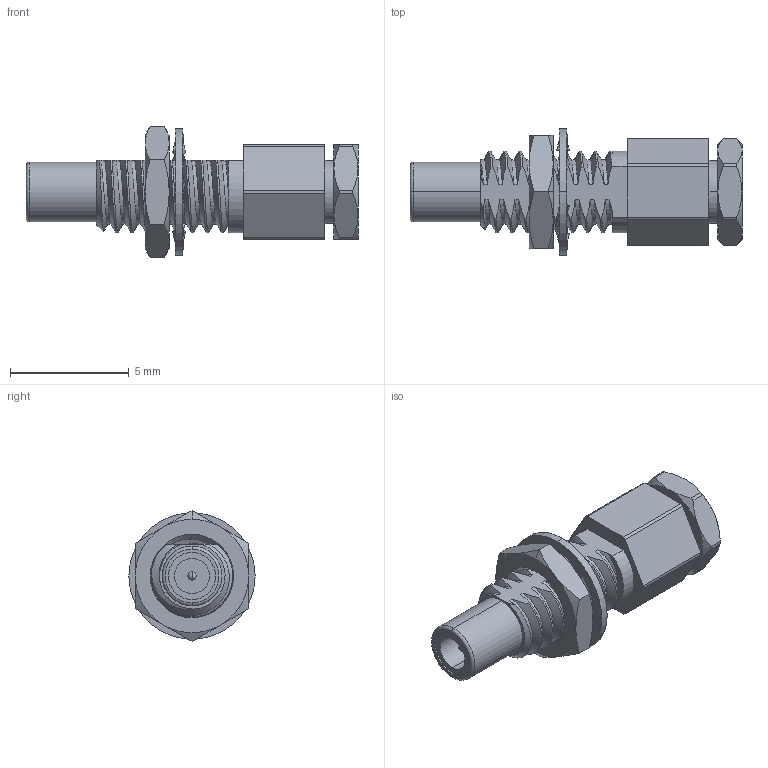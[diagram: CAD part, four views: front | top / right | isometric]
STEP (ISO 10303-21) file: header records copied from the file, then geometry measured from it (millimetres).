
FILE_DESCRIPTION (( 'STEP AP203' ), '1' );
FILE_NAME ('FMCN1256.step', '2019-03-26T16:30:14', ( '' ), ( '' ), 'SwSTEP 2.0', 'SolidWorks 2017', '' );
FILE_SCHEMA (( 'CONFIG_CONTROL_DESIGN' ));
Length unit declared in the file: inch
Products named in the file (1): FMCN1256
Bounding box: 13.97 x 5.32 x 5.51 mm (x, y, z)
Volume: 129 mm3; surface area: 318.3 mm2
Topology: 3 solids, 3 shells, 193 faces, 505 edges, 324 vertices
Faces by surface type: cylinder 62, bspline 57, cone 37, plane 33, sphere 2, torus 2
Entity records: 14496 total; most frequent: CARTESIAN_POINT 10401, ORIENTED_EDGE 1002, DIRECTION 626, EDGE_CURVE 501, VERTEX_POINT 322, AXIS2_PLACEMENT_3D 251, EDGE_LOOP 205, FACE_OUTER_BOUND 193
